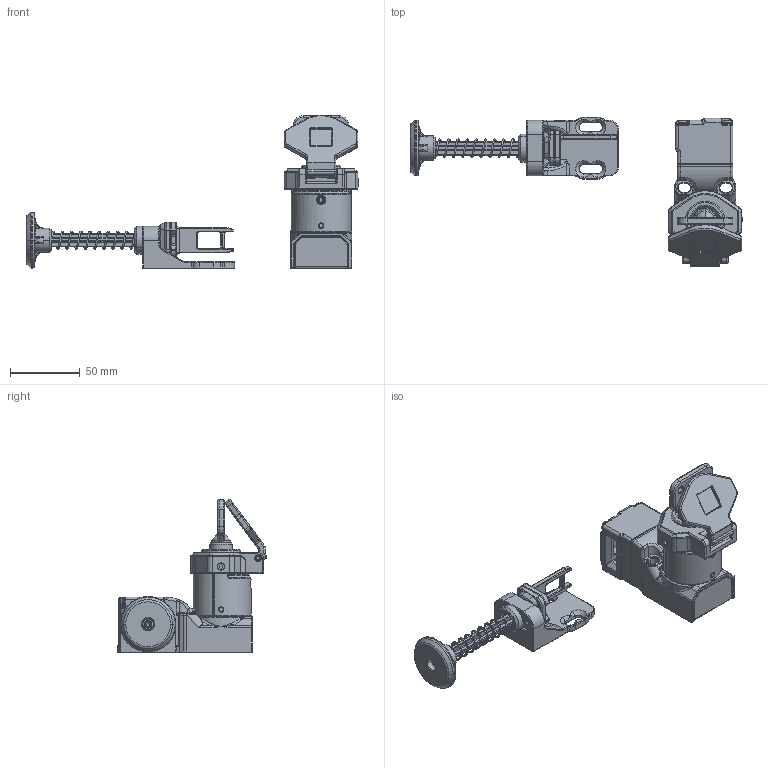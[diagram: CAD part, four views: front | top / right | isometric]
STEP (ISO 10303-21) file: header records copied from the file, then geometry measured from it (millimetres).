
FILE_DESCRIPTION (( 'STEP AP214' ), '1' );
FILE_NAME ('800001-CS-A101.STEP', '2022-11-09T17:25:35', ( '' ), ( '' ), 'SwSTEP 2.0', 'SolidWorks 2021', '' );
FILE_SCHEMA (( 'AUTOMOTIVE_DESIGN' ));
Length unit declared in the file: inch
Products named in the file (3): 800001-CS-A101; 800001-A101_1; 800001-A101_2
Assembly tree (2 placements, depth 2):
  800001-CS-A101
    800001-A101_1
    800001-A101_2
Bounding box: 238.7 x 107.76 x 110.31 mm (x, y, z)
Volume: 162113.6 mm3; surface area: 91211.3 mm2
Topology: 5 solids, 24 shells, 3408 faces, 8032 edges, 4586 vertices
Faces by surface type: cylinder 1328, plane 768, torus 605, bspline 337, cone 258, sphere 112
Full cylindrical faces by diameter (mm): 3.1 x4, 3.29 x2, 3.31 x2, 4.347 x1, 4.7 x1, 4.735 x1, 5.283 x1, 6.521 x1, 6.867 x1
Entity records: 141486 total; most frequent: CARTESIAN_POINT 66408, DIRECTION 15963, ORIENTED_EDGE 15690, EDGE_CURVE 7845, AXIS2_PLACEMENT_3D 6513, VERTEX_POINT 4567, EDGE_LOOP 3564, CIRCLE 3438
